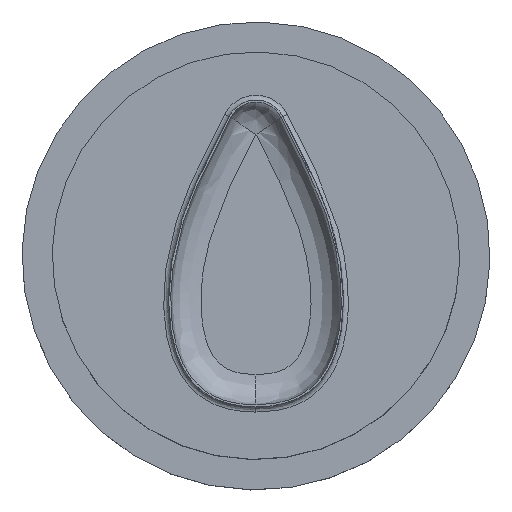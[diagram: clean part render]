
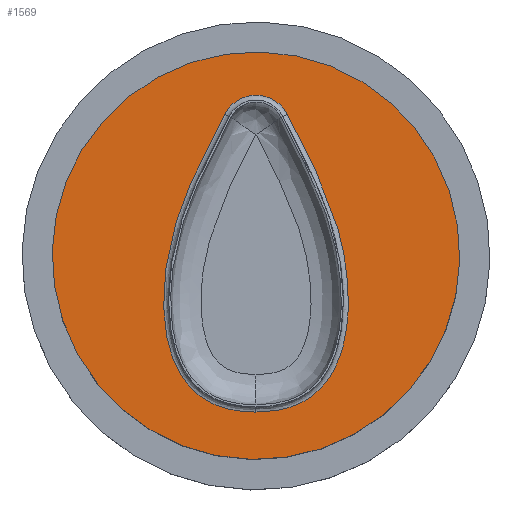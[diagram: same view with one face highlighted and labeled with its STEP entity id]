
A CAD part, top view. The second image highlights one B-rep face of the part: STEP entity #1569.
In plain terms, the highlighted planar face has unit normal (0, 0, 1).
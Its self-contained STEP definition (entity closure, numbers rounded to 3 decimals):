
#127=CARTESIAN_POINT('Vertex',(-17.727,-9.684,-11.8)) ;
#130=CARTESIAN_POINT('Axis2P3D Location',(0.,0.,-11.8)) ;
#134=CARTESIAN_POINT('Vertex',(17.727,9.684,-11.8)) ;
#149=CARTESIAN_POINT('Axis2P3D Location',(0.,0.,-11.8)) ;
#1474=CARTESIAN_POINT('Axis2P3D Location',(0.,0.,-11.8)) ;
#1483=CARTESIAN_POINT('Axis2P3D Location',(0.,12.41,-11.8)) ;
#1487=CARTESIAN_POINT('Vertex',(3.109,14.017,-11.8)) ;
#1489=CARTESIAN_POINT('Vertex',(-3.109,14.017,-11.8)) ;
#1493=CARTESIAN_POINT('Control Point',(0.,-15.5,-11.8)) ;
#1494=CARTESIAN_POINT('Control Point',(0.66,-15.501,-11.8)) ;
#1495=CARTESIAN_POINT('Control Point',(1.31,-15.465,-11.8)) ;
#1496=CARTESIAN_POINT('Control Point',(1.945,-15.388,-11.8)) ;
#1497=CARTESIAN_POINT('Control Point',(3.105,-15.154,-11.8)) ;
#1498=CARTESIAN_POINT('Control Point',(4.177,-14.744,-11.8)) ;
#1499=CARTESIAN_POINT('Control Point',(4.656,-14.512,-11.8)) ;
#1500=CARTESIAN_POINT('Control Point',(5.429,-14.045,-11.8)) ;
#1501=CARTESIAN_POINT('Control Point',(6.112,-13.467,-11.8)) ;
#1502=CARTESIAN_POINT('Control Point',(6.379,-13.208,-11.8)) ;
#1503=CARTESIAN_POINT('Control Point',(7.156,-12.354,-11.8)) ;
#1504=CARTESIAN_POINT('Control Point',(7.767,-11.357,-11.8)) ;
#1505=CARTESIAN_POINT('Control Point',(8.107,-10.631,-11.8)) ;
#1506=CARTESIAN_POINT('Control Point',(8.721,-8.931,-11.8)) ;
#1507=CARTESIAN_POINT('Control Point',(9.041,-7.109,-11.8)) ;
#1508=CARTESIAN_POINT('Control Point',(9.142,-6.082,-11.8)) ;
#1509=CARTESIAN_POINT('Control Point',(9.201,-4.417,-11.8)) ;
#1510=CARTESIAN_POINT('Control Point',(9.109,-2.756,-11.8)) ;
#1511=CARTESIAN_POINT('Control Point',(9.054,-2.129,-11.8)) ;
#1512=CARTESIAN_POINT('Control Point',(8.899,-0.817,-11.8)) ;
#1513=CARTESIAN_POINT('Control Point',(8.665,0.473,-11.8)) ;
#1514=CARTESIAN_POINT('Control Point',(8.522,1.142,-11.8)) ;
#1515=CARTESIAN_POINT('Control Point',(8.189,2.503,-11.8)) ;
#1516=CARTESIAN_POINT('Control Point',(7.783,3.825,-11.8)) ;
#1517=CARTESIAN_POINT('Control Point',(7.556,4.494,-11.8)) ;
#1518=CARTESIAN_POINT('Control Point',(7.049,5.873,-11.8)) ;
#1519=CARTESIAN_POINT('Control Point',(6.483,7.209,-11.8)) ;
#1520=CARTESIAN_POINT('Control Point',(6.174,7.898,-11.8)) ;
#1521=CARTESIAN_POINT('Control Point',(5.657,9.001,-11.8)) ;
#1522=CARTESIAN_POINT('Control Point',(5.119,10.091,-11.8)) ;
#1523=CARTESIAN_POINT('Control Point',(4.911,10.507,-11.8)) ;
#1524=CARTESIAN_POINT('Control Point',(4.49,11.34,-11.8)) ;
#1525=CARTESIAN_POINT('Control Point',(4.063,12.171,-11.8)) ;
#1526=CARTESIAN_POINT('Control Point',(3.849,12.587,-11.8)) ;
#1527=CARTESIAN_POINT('Control Point',(3.572,13.122,-11.8)) ;
#1528=CARTESIAN_POINT('Control Point',(3.294,13.659,-11.8)) ;
#1529=CARTESIAN_POINT('Control Point',(3.233,13.778,-11.8)) ;
#1530=CARTESIAN_POINT('Control Point',(3.171,13.898,-11.8)) ;
#1531=CARTESIAN_POINT('Control Point',(3.109,14.017,-11.8)) ;
#1532=CARTESIAN_POINT('Vertex',(0.,-15.5,-11.8)) ;
#1536=CARTESIAN_POINT('Control Point',(-3.109,14.017,-11.8)) ;
#1537=CARTESIAN_POINT('Control Point',(-3.387,13.48,-11.8)) ;
#1538=CARTESIAN_POINT('Control Point',(-3.663,12.945,-11.8)) ;
#1539=CARTESIAN_POINT('Control Point',(-3.939,12.412,-11.8)) ;
#1540=CARTESIAN_POINT('Control Point',(-4.9,10.544,-11.8)) ;
#1541=CARTESIAN_POINT('Control Point',(-5.831,8.672,-11.8)) ;
#1542=CARTESIAN_POINT('Control Point',(-6.467,7.32,-11.8)) ;
#1543=CARTESIAN_POINT('Control Point',(-7.563,4.68,-11.8)) ;
#1544=CARTESIAN_POINT('Control Point',(-8.389,1.86,-11.8)) ;
#1545=CARTESIAN_POINT('Control Point',(-8.701,0.501,-11.8)) ;
#1546=CARTESIAN_POINT('Control Point',(-9.143,-2.199,-11.8)) ;
#1547=CARTESIAN_POINT('Control Point',(-9.217,-4.959,-11.8)) ;
#1548=CARTESIAN_POINT('Control Point',(-9.155,-6.295,-11.8)) ;
#1549=CARTESIAN_POINT('Control Point',(-8.885,-8.298,-11.8)) ;
#1550=CARTESIAN_POINT('Control Point',(-8.277,-10.169,-11.8)) ;
#1551=CARTESIAN_POINT('Control Point',(-8.024,-10.791,-11.8)) ;
#1552=CARTESIAN_POINT('Control Point',(-7.472,-11.873,-11.8)) ;
#1553=CARTESIAN_POINT('Control Point',(-6.748,-12.826,-11.8)) ;
#1554=CARTESIAN_POINT('Control Point',(-6.385,-13.225,-11.8)) ;
#1555=CARTESIAN_POINT('Control Point',(-5.525,-14.005,-11.8)) ;
#1556=CARTESIAN_POINT('Control Point',(-4.514,-14.599,-11.8)) ;
#1557=CARTESIAN_POINT('Control Point',(-3.935,-14.858,-11.8)) ;
#1558=CARTESIAN_POINT('Control Point',(-2.832,-15.226,-11.8)) ;
#1559=CARTESIAN_POINT('Control Point',(-1.65,-15.421,-11.8)) ;
#1560=CARTESIAN_POINT('Control Point',(-1.109,-15.475,-11.8)) ;
#1561=CARTESIAN_POINT('Control Point',(-0.559,-15.501,-11.8)) ;
#1562=CARTESIAN_POINT('Control Point',(0.,-15.5,-11.8)) ;
#131=DIRECTION('Axis2P3D Direction',(0.,0.,1.)) ;
#150=DIRECTION('Axis2P3D Direction',(0.,0.,1.)) ;
#1475=DIRECTION('Axis2P3D Direction',(0.,0.,1.)) ;
#1476=DIRECTION('Axis2P3D XDirection',(1.,0.,0.)) ;
#1484=DIRECTION('Axis2P3D Direction',(0.,0.,1.)) ;
#132=AXIS2_PLACEMENT_3D('Circle Axis2P3D',#130,#131,$) ;
#151=AXIS2_PLACEMENT_3D('Circle Axis2P3D',#149,#150,$) ;
#1477=AXIS2_PLACEMENT_3D('Plane Axis2P3D',#1474,#1475,#1476) ;
#1485=AXIS2_PLACEMENT_3D('Circle Axis2P3D',#1483,#1484,$) ;
#1480=ORIENTED_EDGE('',*,*,#136,.T.) ;
#1481=ORIENTED_EDGE('',*,*,#153,.T.) ;
#1565=ORIENTED_EDGE('',*,*,#1491,.F.) ;
#1566=ORIENTED_EDGE('',*,*,#1534,.F.) ;
#1567=ORIENTED_EDGE('',*,*,#1563,.F.) ;
#1568=FACE_BOUND('',#1564,.T.) ;
#1569=ADVANCED_FACE('Corps principal',(#1482,#1568),#1478,.T.) ;
#1492=B_SPLINE_CURVE_WITH_KNOTS('',5,(#1493,#1494,#1495,#1496,#1497,#1498,#1499,#1500,#1501,#1502,#1503,#1504,#1505,#1506,#1507,#1508,#1509,#1510,#1511,#1512,#1513,#1514,#1515,#1516,#1517,#1518,#1519,#1520,#1521,#1522,#1523,#1524,#1525,#1526,#1527,#1528,#1529,#1530,#1531),.UNSPECIFIED.,.F.,.U.,(6,3,3,3,3,3,3,3,3,3,3,3,6),(36.188,40.397,44.104,46.742,52.298,59.19,63.39,68.035,72.964,78.355,81.709,85.064,86.022),.UNSPECIFIED.) ;
#1535=B_SPLINE_CURVE_WITH_KNOTS('',5,(#1536,#1537,#1538,#1539,#1540,#1541,#1542,#1543,#1544,#1545,#1546,#1547,#1548,#1549,#1550,#1551,#1552,#1553,#1554,#1555,#1556,#1557,#1558,#1559,#1560,#1561,#1562),.UNSPECIFIED.,.F.,.U.,(6,3,3,3,3,3,3,3,6),(8.213,12.512,23.292,32.769,41.628,46.275,50.097,54.495,58.056),.UNSPECIFIED.) ;
#133=CIRCLE('generated circle',#132,20.2) ;
#152=CIRCLE('generated circle',#151,20.2) ;
#1486=CIRCLE('generated circle',#1485,3.5) ;
#136=EDGE_CURVE('',#135,#128,#133,.T.) ;
#153=EDGE_CURVE('',#128,#135,#152,.T.) ;
#1491=EDGE_CURVE('',#1488,#1490,#1486,.T.) ;
#1534=EDGE_CURVE('',#1533,#1488,#1492,.T.) ;
#1563=EDGE_CURVE('',#1490,#1533,#1535,.T.) ;
#1479=EDGE_LOOP('',(#1480,#1481)) ;
#1564=EDGE_LOOP('',(#1565,#1566,#1567)) ;
#1482=FACE_OUTER_BOUND('',#1479,.T.) ;
#1478=PLANE('Plane',#1477) ;
#128=VERTEX_POINT('',#127) ;
#135=VERTEX_POINT('',#134) ;
#1488=VERTEX_POINT('',#1487) ;
#1490=VERTEX_POINT('',#1489) ;
#1533=VERTEX_POINT('',#1532) ;
